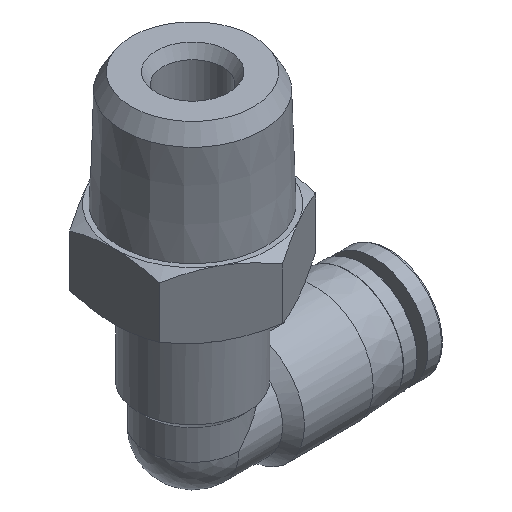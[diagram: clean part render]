
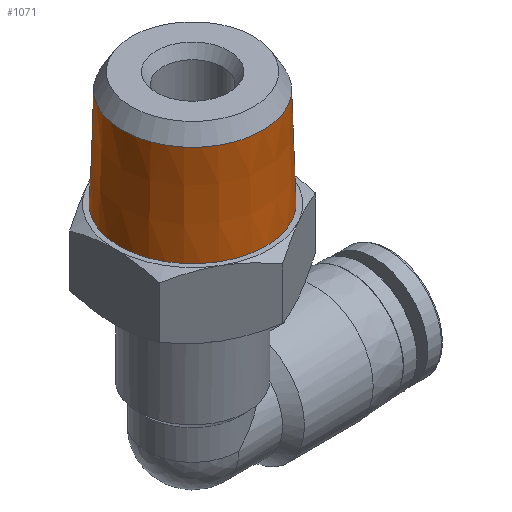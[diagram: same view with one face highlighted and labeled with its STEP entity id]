
A CAD part, isometric view. The second image highlights one B-rep face of the part: STEP entity #1071.
In plain terms, the highlighted conical face has half-angle 1.788 degrees and reference radius 6.714 mm.
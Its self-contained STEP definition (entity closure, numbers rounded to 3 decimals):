
#106=CONICAL_SURFACE('',#1148,6.714,0.031);
#216=ORIENTED_EDGE('',*,*,#369,.F.);
#217=ORIENTED_EDGE('',*,*,#370,.T.);
#369=EDGE_CURVE('',#445,#445,#478,.T.);
#370=EDGE_CURVE('',#446,#446,#479,.T.);
#445=VERTEX_POINT('',#1652);
#446=VERTEX_POINT('',#1655);
#478=CIRCLE('',#1147,6.432);
#479=CIRCLE('',#1149,6.714);
#533=EDGE_LOOP('',(#216));
#534=EDGE_LOOP('',(#217));
#612=FACE_BOUND('',#533,.T.);
#613=FACE_BOUND('',#534,.T.);
#1071=ADVANCED_FACE('',(#612,#613),#106,.T.);
#1147=AXIS2_PLACEMENT_3D('',#1651,#1301,#1302);
#1148=AXIS2_PLACEMENT_3D('',#1653,#1303,#1304);
#1149=AXIS2_PLACEMENT_3D('',#1654,#1305,#1306);
#1301=DIRECTION('',(0.,0.,1.));
#1302=DIRECTION('',(1.,0.,0.));
#1303=DIRECTION('',(0.,0.,-1.));
#1304=DIRECTION('',(-1.,0.,0.));
#1305=DIRECTION('',(0.,0.,1.));
#1306=DIRECTION('',(1.,0.,0.));
#1651=CARTESIAN_POINT('',(0.,0.,26.544));
#1652=CARTESIAN_POINT('',(6.432,0.,26.544));
#1653=CARTESIAN_POINT('',(0.,0.,17.5));
#1654=CARTESIAN_POINT('',(0.,0.,17.5));
#1655=CARTESIAN_POINT('',(6.714,0.,17.5));
